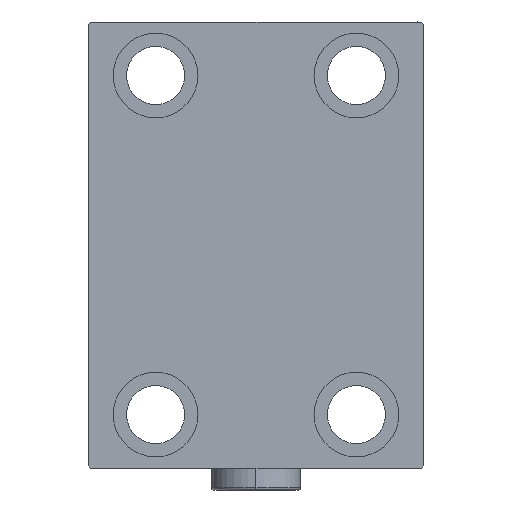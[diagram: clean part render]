
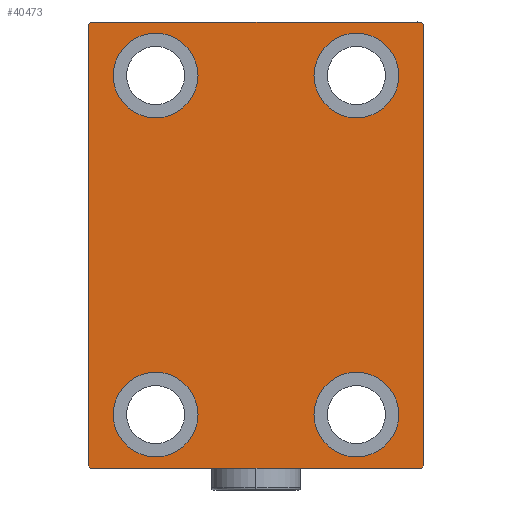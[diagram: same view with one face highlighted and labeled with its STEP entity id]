
A CAD part, left-side view. The second image highlights one B-rep face of the part: STEP entity #40473.
In plain terms, the highlighted face is planar.
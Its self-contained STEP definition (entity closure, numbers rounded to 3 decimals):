
#11 = DIRECTION ( 'NONE',  ( -1., 0., 0. ) ) ;
#388 = EDGE_CURVE ( 'NONE', #17757, #3743, #9576, .T. ) ;
#604 = EDGE_CURVE ( 'NONE', #35973, #6552, #16047, .T. ) ;
#866 = AXIS2_PLACEMENT_3D ( 'NONE', #25070, #4150, #39015 ) ;
#1253 = EDGE_CURVE ( 'NONE', #2740, #22922, #7006, .T. ) ;
#1548 = DIRECTION ( 'NONE',  ( 0., 0., 1. ) ) ;
#2091 = CARTESIAN_POINT ( 'NONE',  ( 123., 22.5, 38. ) ) ;
#2331 = CARTESIAN_POINT ( 'NONE',  ( 123., -37., 50. ) ) ;
#2652 = VECTOR ( 'NONE', #41192, 1000. ) ;
#2740 = VERTEX_POINT ( 'NONE', #32023 ) ;
#2896 = AXIS2_PLACEMENT_3D ( 'NONE', #22474, #35324, #1548 ) ;
#3738 = DIRECTION ( 'NONE',  ( 0., 0., 1. ) ) ;
#3743 = VERTEX_POINT ( 'NONE', #17276 ) ;
#4139 = VECTOR ( 'NONE', #30247, 1000. ) ;
#4150 = DIRECTION ( 'NONE',  ( -1., 0., 0. ) ) ;
#4269 = CARTESIAN_POINT ( 'NONE',  ( 123., 22.5, -38. ) ) ;
#4341 = EDGE_LOOP ( 'NONE', ( #23409, #20654 ) ) ;
#4404 = CARTESIAN_POINT ( 'NONE',  ( 123., -37.5, 49.5 ) ) ;
#5034 = EDGE_CURVE ( 'NONE', #3743, #22204, #22099, .T. ) ;
#5207 = AXIS2_PLACEMENT_3D ( 'NONE', #4269, #11952, #25438 ) ;
#5540 = ORIENTED_EDGE ( 'NONE', *, *, #33434, .T. ) ;
#5612 = CARTESIAN_POINT ( 'NONE',  ( 123., 22.5, 38. ) ) ;
#6552 = VERTEX_POINT ( 'NONE', #28065 ) ;
#7006 = CIRCLE ( 'NONE', #30817, 9.5 ) ;
#7573 = DIRECTION ( 'NONE',  ( 0., 0., 1. ) ) ;
#7994 = LINE ( 'NONE', #42630, #28410 ) ;
#8452 = CARTESIAN_POINT ( 'NONE',  ( 123., -37.5, -50. ) ) ;
#8539 = VERTEX_POINT ( 'NONE', #17499 ) ;
#9481 = CARTESIAN_POINT ( 'NONE',  ( 123., 0., 0. ) ) ;
#9576 = LINE ( 'NONE', #44677, #2652 ) ;
#10530 = VECTOR ( 'NONE', #31102, 1000. ) ;
#11063 = DIRECTION ( 'NONE',  ( -1., 0., 0. ) ) ;
#11366 = DIRECTION ( 'NONE',  ( 0., 0., 1. ) ) ;
#11952 = DIRECTION ( 'NONE',  ( -1., 0., 0. ) ) ;
#12916 = EDGE_CURVE ( 'NONE', #22922, #2740, #40740, .T. ) ;
#13292 = AXIS2_PLACEMENT_3D ( 'NONE', #5612, #33065, #36766 ) ;
#13327 = VECTOR ( 'NONE', #30927, 1000. ) ;
#14216 = CARTESIAN_POINT ( 'NONE',  ( 123., -22.5, 38. ) ) ;
#14403 = VERTEX_POINT ( 'NONE', #17610 ) ;
#14918 = CARTESIAN_POINT ( 'NONE',  ( 123., -22.5, -47.5 ) ) ;
#15804 = CARTESIAN_POINT ( 'NONE',  ( 123., 37.5, 49.5 ) ) ;
#15848 = ORIENTED_EDGE ( 'NONE', *, *, #39031, .T. ) ;
#16047 = LINE ( 'NONE', #33259, #4139 ) ;
#16236 = ORIENTED_EDGE ( 'NONE', *, *, #604, .T. ) ;
#16724 = EDGE_CURVE ( 'NONE', #26895, #32434, #32615, .T. ) ;
#16815 = CARTESIAN_POINT ( 'NONE',  ( 123., 22.5, 47.5 ) ) ;
#16831 = EDGE_CURVE ( 'NONE', #41216, #22429, #23676, .T. ) ;
#16888 = ORIENTED_EDGE ( 'NONE', *, *, #5034, .T. ) ;
#17276 = CARTESIAN_POINT ( 'NONE',  ( 123., 37., 50. ) ) ;
#17387 = LINE ( 'NONE', #23694, #13327 ) ;
#17499 = CARTESIAN_POINT ( 'NONE',  ( 123., -37., -50. ) ) ;
#17584 = FACE_OUTER_BOUND ( 'NONE', #44364, .T. ) ;
#17610 = CARTESIAN_POINT ( 'NONE',  ( 123., 22.5, -28.5 ) ) ;
#17757 = VERTEX_POINT ( 'NONE', #15804 ) ;
#18010 = AXIS2_PLACEMENT_3D ( 'NONE', #14216, #42333, #32132 ) ;
#18427 = CARTESIAN_POINT ( 'NONE',  ( 123., 22.5, -47.5 ) ) ;
#18637 = EDGE_CURVE ( 'NONE', #6552, #8539, #17387, .T. ) ;
#18791 = DIRECTION ( 'NONE',  ( -1., 0., 0. ) ) ;
#19926 = LINE ( 'NONE', #23649, #10530 ) ;
#19981 = EDGE_CURVE ( 'NONE', #8539, #33046, #26129, .T. ) ;
#20123 = ORIENTED_EDGE ( 'NONE', *, *, #36711, .T. ) ;
#20389 = DIRECTION ( 'NONE',  ( 1., 0., 0. ) ) ;
#20654 = ORIENTED_EDGE ( 'NONE', *, *, #1253, .T. ) ;
#20677 = AXIS2_PLACEMENT_3D ( 'NONE', #33211, #18791, #11366 ) ;
#20781 = CIRCLE ( 'NONE', #5207, 9.5 ) ;
#21068 = FACE_BOUND ( 'NONE', #39787, .T. ) ;
#21222 = CARTESIAN_POINT ( 'NONE',  ( 123., 37., -50. ) ) ;
#22099 = LINE ( 'NONE', #37207, #34599 ) ;
#22204 = VERTEX_POINT ( 'NONE', #2331 ) ;
#22247 = CIRCLE ( 'NONE', #45232, 9.5 ) ;
#22338 = DIRECTION ( 'NONE',  ( 0., -1., 0. ) ) ;
#22421 = CIRCLE ( 'NONE', #866, 9.5 ) ;
#22429 = VERTEX_POINT ( 'NONE', #35989 ) ;
#22466 = CIRCLE ( 'NONE', #18010, 9.5 ) ;
#22474 = CARTESIAN_POINT ( 'NONE',  ( 123., -22.5, 38. ) ) ;
#22824 = EDGE_CURVE ( 'NONE', #22429, #41216, #22466, .T. ) ;
#22922 = VERTEX_POINT ( 'NONE', #14918 ) ;
#22931 = CARTESIAN_POINT ( 'NONE',  ( 123., 37.5, -49.5 ) ) ;
#23409 = ORIENTED_EDGE ( 'NONE', *, *, #12916, .T. ) ;
#23515 = DIRECTION ( 'NONE',  ( 0., -0.707, -0.707 ) ) ;
#23550 = EDGE_CURVE ( 'NONE', #33046, #24889, #7994, .T. ) ;
#23649 = CARTESIAN_POINT ( 'NONE',  ( 123., 37.5, -50. ) ) ;
#23676 = CIRCLE ( 'NONE', #2896, 9.5 ) ;
#23694 = CARTESIAN_POINT ( 'NONE',  ( 123., -43.5, -43.5 ) ) ;
#24142 = CARTESIAN_POINT ( 'NONE',  ( 123., 22.5, 28.5 ) ) ;
#24889 = VERTEX_POINT ( 'NONE', #22931 ) ;
#25070 = CARTESIAN_POINT ( 'NONE',  ( 123., 22.5, -38. ) ) ;
#25438 = DIRECTION ( 'NONE',  ( 0., 0., 1. ) ) ;
#25584 = ORIENTED_EDGE ( 'NONE', *, *, #388, .T. ) ;
#26129 = LINE ( 'NONE', #8452, #42307 ) ;
#26604 = ORIENTED_EDGE ( 'NONE', *, *, #19981, .T. ) ;
#26895 = VERTEX_POINT ( 'NONE', #16815 ) ;
#27163 = PLANE ( 'NONE',  #35813 ) ;
#27241 = CARTESIAN_POINT ( 'NONE',  ( 123., -43.5, 43.5 ) ) ;
#27295 = ORIENTED_EDGE ( 'NONE', *, *, #18637, .T. ) ;
#28057 = FACE_BOUND ( 'NONE', #4341, .T. ) ;
#28065 = CARTESIAN_POINT ( 'NONE',  ( 123., -37.5, -49.5 ) ) ;
#28163 = CARTESIAN_POINT ( 'NONE',  ( 123., -22.5, -38. ) ) ;
#28243 = DIRECTION ( 'NONE',  ( 0., 0.707, 0.707 ) ) ;
#28410 = VECTOR ( 'NONE', #28243, 1000. ) ;
#29621 = DIRECTION ( 'NONE',  ( 0., 1., 0. ) ) ;
#30240 = EDGE_CURVE ( 'NONE', #37621, #14403, #20781, .T. ) ;
#30247 = DIRECTION ( 'NONE',  ( 0., 0., -1. ) ) ;
#30817 = AXIS2_PLACEMENT_3D ( 'NONE', #28163, #11, #3738 ) ;
#30891 = FACE_BOUND ( 'NONE', #31222, .T. ) ;
#30927 = DIRECTION ( 'NONE',  ( 0., 0.707, -0.707 ) ) ;
#30957 = ORIENTED_EDGE ( 'NONE', *, *, #39448, .T. ) ;
#31102 = DIRECTION ( 'NONE',  ( 0., 0., 1. ) ) ;
#31222 = EDGE_LOOP ( 'NONE', ( #36102, #39850 ) ) ;
#32023 = CARTESIAN_POINT ( 'NONE',  ( 123., -22.5, -28.5 ) ) ;
#32132 = DIRECTION ( 'NONE',  ( 0., 0., 1. ) ) ;
#32434 = VERTEX_POINT ( 'NONE', #24142 ) ;
#32615 = CIRCLE ( 'NONE', #13292, 9.5 ) ;
#33046 = VERTEX_POINT ( 'NONE', #21222 ) ;
#33065 = DIRECTION ( 'NONE',  ( -1., 0., 0. ) ) ;
#33211 = CARTESIAN_POINT ( 'NONE',  ( 123., -22.5, -38. ) ) ;
#33259 = CARTESIAN_POINT ( 'NONE',  ( 123., -37.5, 50. ) ) ;
#33324 = ORIENTED_EDGE ( 'NONE', *, *, #30240, .T. ) ;
#33399 = EDGE_LOOP ( 'NONE', ( #5540, #36925 ) ) ;
#33434 = EDGE_CURVE ( 'NONE', #32434, #26895, #22247, .T. ) ;
#34579 = DIRECTION ( 'NONE',  ( 0., 0., -1. ) ) ;
#34599 = VECTOR ( 'NONE', #22338, 1000. ) ;
#35324 = DIRECTION ( 'NONE',  ( -1., 0., 0. ) ) ;
#35682 = VECTOR ( 'NONE', #23515, 1000. ) ;
#35813 = AXIS2_PLACEMENT_3D ( 'NONE', #9481, #20389, #34579 ) ;
#35973 = VERTEX_POINT ( 'NONE', #4404 ) ;
#35989 = CARTESIAN_POINT ( 'NONE',  ( 123., -22.5, 28.5 ) ) ;
#36102 = ORIENTED_EDGE ( 'NONE', *, *, #22824, .T. ) ;
#36711 = EDGE_CURVE ( 'NONE', #22204, #35973, #41181, .T. ) ;
#36712 = CARTESIAN_POINT ( 'NONE',  ( 123., -22.5, 47.5 ) ) ;
#36766 = DIRECTION ( 'NONE',  ( 0., 0., 1. ) ) ;
#36925 = ORIENTED_EDGE ( 'NONE', *, *, #16724, .T. ) ;
#37207 = CARTESIAN_POINT ( 'NONE',  ( 123., 37.5, 50. ) ) ;
#37621 = VERTEX_POINT ( 'NONE', #18427 ) ;
#38063 = FACE_BOUND ( 'NONE', #33399, .T. ) ;
#39015 = DIRECTION ( 'NONE',  ( 0., 0., 1. ) ) ;
#39031 = EDGE_CURVE ( 'NONE', #14403, #37621, #22421, .T. ) ;
#39448 = EDGE_CURVE ( 'NONE', #24889, #17757, #19926, .T. ) ;
#39787 = EDGE_LOOP ( 'NONE', ( #33324, #15848 ) ) ;
#39850 = ORIENTED_EDGE ( 'NONE', *, *, #16831, .T. ) ;
#40473 = ADVANCED_FACE ( 'NONE', ( #28057, #30891, #38063, #21068, #17584 ), #27163, .T. ) ;
#40740 = CIRCLE ( 'NONE', #20677, 9.5 ) ;
#41181 = LINE ( 'NONE', #27241, #35682 ) ;
#41192 = DIRECTION ( 'NONE',  ( 0., -0.707, 0.707 ) ) ;
#41216 = VERTEX_POINT ( 'NONE', #36712 ) ;
#42307 = VECTOR ( 'NONE', #29621, 1000. ) ;
#42333 = DIRECTION ( 'NONE',  ( -1., 0., 0. ) ) ;
#42630 = CARTESIAN_POINT ( 'NONE',  ( 123., 43.5, -43.5 ) ) ;
#44364 = EDGE_LOOP ( 'NONE', ( #16888, #20123, #16236, #27295, #26604, #45229, #30957, #25584 ) ) ;
#44677 = CARTESIAN_POINT ( 'NONE',  ( 123., 43.5, 43.5 ) ) ;
#45229 = ORIENTED_EDGE ( 'NONE', *, *, #23550, .T. ) ;
#45232 = AXIS2_PLACEMENT_3D ( 'NONE', #2091, #11063, #7573 ) ;
